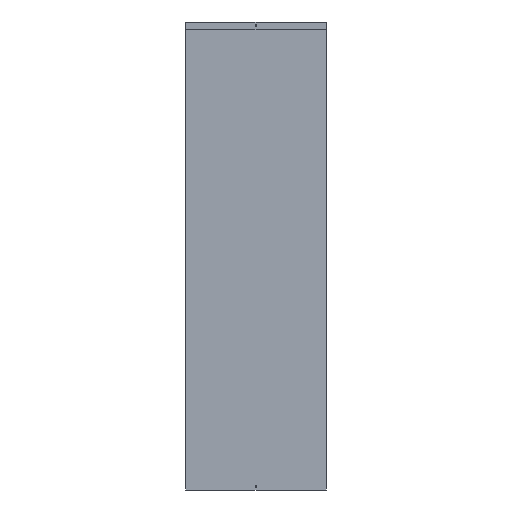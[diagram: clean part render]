
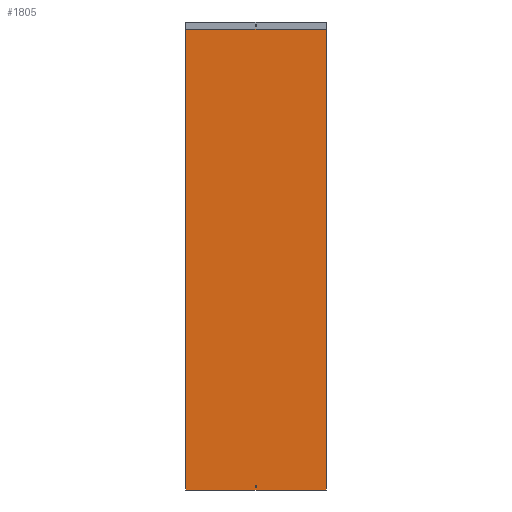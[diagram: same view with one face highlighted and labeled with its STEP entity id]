
A CAD part, front view. The second image highlights one B-rep face of the part: STEP entity #1805.
In plain terms, the highlighted planar face has unit normal (0, -1, 0).
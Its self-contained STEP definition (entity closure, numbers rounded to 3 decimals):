
#23 = CARTESIAN_POINT ( 'NONE',  ( -300., 0., 0. ) ) ;
#67 = PLANE ( 'NONE',  #711 ) ;
#69 = CARTESIAN_POINT ( 'NONE',  ( -300., 0., 1969. ) ) ;
#73 = DIRECTION ( 'NONE',  ( 0., 1., 0. ) ) ;
#74 = DIRECTION ( 'NONE',  ( 0., 0., 1. ) ) ;
#245 = CARTESIAN_POINT ( 'NONE',  ( 0., 0., 18.5 ) ) ;
#357 = LINE ( 'NONE', #1136, #360 ) ;
#360 = VECTOR ( 'NONE', #1133, 1000. ) ;
#445 = LINE ( 'NONE', #1214, #447 ) ;
#447 = VECTOR ( 'NONE', #1213, 1000. ) ;
#450 = CIRCLE ( 'NONE', #744, 3.5 ) ;
#452 = LINE ( 'NONE', #1197, #454 ) ;
#453 = LINE ( 'NONE', #1200, #455 ) ;
#454 = VECTOR ( 'NONE', #1187, 1000. ) ;
#455 = VECTOR ( 'NONE', #1189, 1000. ) ;
#554 = FACE_BOUND ( 'NONE', #1789, .T. ) ;
#558 = FACE_OUTER_BOUND ( 'NONE', #1786, .T. ) ;
#638 = VERTEX_POINT ( 'NONE', #245 ) ;
#711 = AXIS2_PLACEMENT_3D ( 'NONE', #69, #73, #74 ) ;
#744 = AXIS2_PLACEMENT_3D ( 'NONE', #1193, #1191, #1190 ) ;
#830 = EDGE_CURVE ( 'NONE', #1634, #1623, #357, .T. ) ;
#882 = EDGE_CURVE ( 'NONE', #1641, #1687, #445, .T. ) ;
#885 = EDGE_CURVE ( 'NONE', #638, #638, #450, .T. ) ;
#886 = EDGE_CURVE ( 'NONE', #1641, #1634, #453, .T. ) ;
#887 = EDGE_CURVE ( 'NONE', #1687, #1623, #452, .T. ) ;
#983 = CARTESIAN_POINT ( 'NONE',  ( -300., 0., 1968. ) ) ;
#992 = CARTESIAN_POINT ( 'NONE',  ( 300., 0., 1968. ) ) ;
#1006 = CARTESIAN_POINT ( 'NONE',  ( 300., 0., 0. ) ) ;
#1133 = DIRECTION ( 'NONE',  ( 0., 0., -1. ) ) ;
#1136 = CARTESIAN_POINT ( 'NONE',  ( 300., 0., 1969. ) ) ;
#1187 = DIRECTION ( 'NONE',  ( 1., 0., 0. ) ) ;
#1189 = DIRECTION ( 'NONE',  ( 1., 0., 0. ) ) ;
#1190 = DIRECTION ( 'NONE',  ( 0., 0., 1. ) ) ;
#1191 = DIRECTION ( 'NONE',  ( 0., -1., 0. ) ) ;
#1193 = CARTESIAN_POINT ( 'NONE',  ( 0., 0., 15. ) ) ;
#1197 = CARTESIAN_POINT ( 'NONE',  ( -300., 0., 0. ) ) ;
#1200 = CARTESIAN_POINT ( 'NONE',  ( -300., 0., 1968. ) ) ;
#1213 = DIRECTION ( 'NONE',  ( 0., 0., -1. ) ) ;
#1214 = CARTESIAN_POINT ( 'NONE',  ( -300., 0., 1969. ) ) ;
#1389 = ORIENTED_EDGE ( 'NONE', *, *, #885, .F. ) ;
#1390 = ORIENTED_EDGE ( 'NONE', *, *, #830, .F. ) ;
#1391 = ORIENTED_EDGE ( 'NONE', *, *, #886, .F. ) ;
#1392 = ORIENTED_EDGE ( 'NONE', *, *, #882, .T. ) ;
#1393 = ORIENTED_EDGE ( 'NONE', *, *, #887, .T. ) ;
#1623 = VERTEX_POINT ( 'NONE', #1006 ) ;
#1634 = VERTEX_POINT ( 'NONE', #992 ) ;
#1641 = VERTEX_POINT ( 'NONE', #983 ) ;
#1687 = VERTEX_POINT ( 'NONE', #23 ) ;
#1786 = EDGE_LOOP ( 'NONE', ( #1390, #1391, #1392, #1393 ) ) ;
#1789 = EDGE_LOOP ( 'NONE', ( #1389 ) ) ;
#1805 = ADVANCED_FACE ( 'NONE', ( #554, #558 ), #67, .F. ) ;
